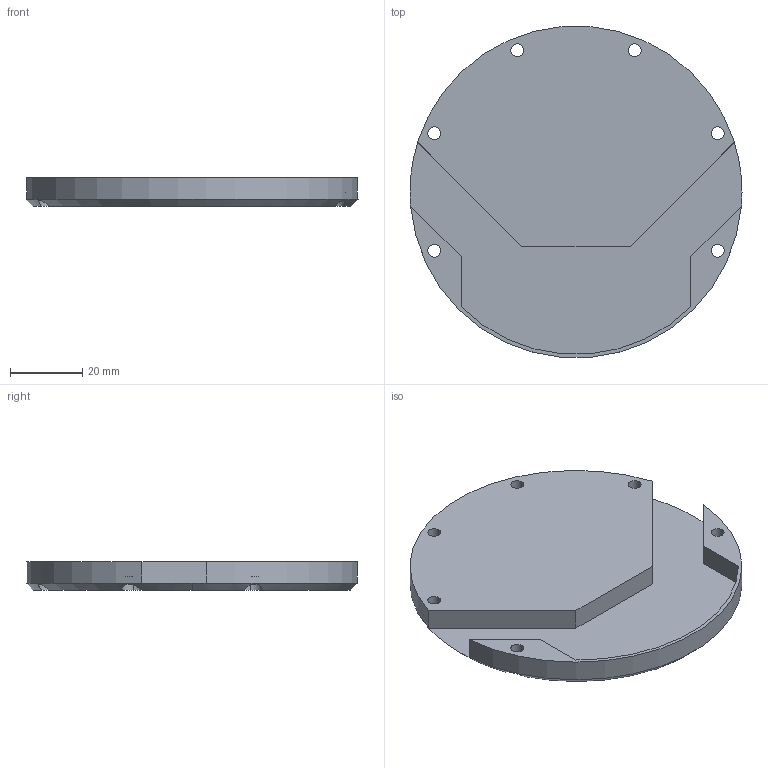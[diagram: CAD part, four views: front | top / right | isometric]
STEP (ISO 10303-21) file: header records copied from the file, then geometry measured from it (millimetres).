
FILE_DESCRIPTION (( 'STEP AP214' ), '1' );
FILE_NAME ('虯綴裔.STEP', '2024-03-26T09:12:38', ( '' ), ( '' ), 'SwSTEP 2.0', 'SolidWorks 2021', '' );
FILE_SCHEMA (( 'AUTOMOTIVE_DESIGN' ));
Length unit declared in the file: millimetre
Products named in the file (1): 虯綴裔
Bounding box: 92 x 91.66 x 8 mm (x, y, z)
Volume: 36815.3 mm3; surface area: 17111.4 mm2
Topology: 1 solids, 1 shells, 46 faces, 128 edges, 84 vertices
Faces by surface type: cylinder 27, plane 17, cone 2
Entity records: 1680 total; most frequent: CARTESIAN_POINT 393, DIRECTION 280, ORIENTED_EDGE 256, EDGE_CURVE 128, AXIS2_PLACEMENT_3D 115, VERTEX_POINT 84, CIRCLE 68, EDGE_LOOP 58
